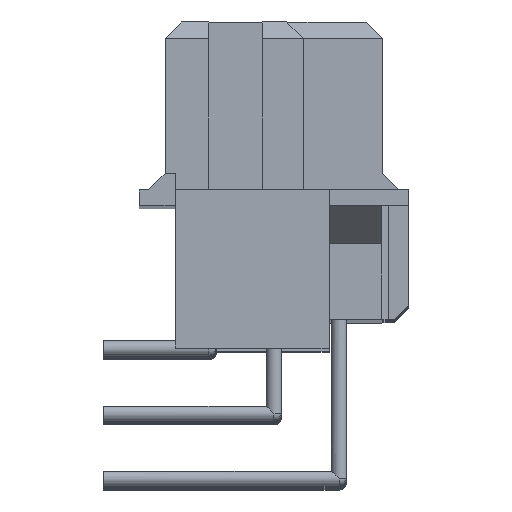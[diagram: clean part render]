
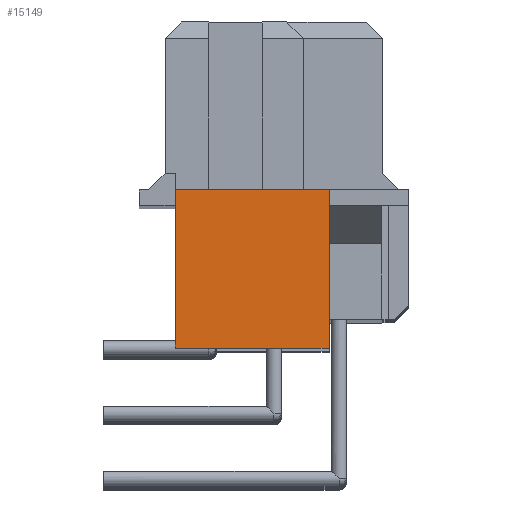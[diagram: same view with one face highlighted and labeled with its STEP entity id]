
A CAD part, top view. The second image highlights one B-rep face of the part: STEP entity #15149.
In plain terms, the highlighted planar face has unit normal (0, 0, 1).
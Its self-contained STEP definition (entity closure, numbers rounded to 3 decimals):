
#986=FACE_OUTER_BOUND('',#1944,.T.);
#1944=EDGE_LOOP('',(#9732,#9733,#9734,#9735));
#3104=LINE('',#22075,#4710);
#3105=LINE('',#22077,#4711);
#3106=LINE('',#22079,#4712);
#3107=LINE('',#22080,#4713);
#4710=VECTOR('',#17577,1.);
#4711=VECTOR('',#17578,1.);
#4712=VECTOR('',#17579,1.);
#4713=VECTOR('',#17580,1.);
#6316=VERTEX_POINT('',#22073);
#6317=VERTEX_POINT('',#22074);
#6318=VERTEX_POINT('',#22076);
#6319=VERTEX_POINT('',#22078);
#7642=EDGE_CURVE('',#6316,#6317,#3104,.T.);
#7643=EDGE_CURVE('',#6318,#6316,#3105,.T.);
#7644=EDGE_CURVE('',#6318,#6319,#3106,.T.);
#7645=EDGE_CURVE('',#6319,#6317,#3107,.T.);
#9732=ORIENTED_EDGE('',*,*,#7642,.F.);
#9733=ORIENTED_EDGE('',*,*,#7643,.F.);
#9734=ORIENTED_EDGE('',*,*,#7644,.T.);
#9735=ORIENTED_EDGE('',*,*,#7645,.T.);
#13906=PLANE('',#16121);
#15149=ADVANCED_FACE('',(#986),#13906,.T.);
#16121=AXIS2_PLACEMENT_3D('',#22072,#17575,#17576);
#17575=DIRECTION('center_axis',(0.,0.,1.));
#17576=DIRECTION('ref_axis',(1.,0.,0.));
#17577=DIRECTION('',(1.,0.,0.));
#17578=DIRECTION('',(0.,1.,0.));
#17579=DIRECTION('',(1.,0.,0.));
#17580=DIRECTION('',(0.,1.,0.));
#22072=CARTESIAN_POINT('Origin',(-19.554,-6.353,94.));
#22073=CARTESIAN_POINT('',(-17.529,-0.073,94.));
#22074=CARTESIAN_POINT('',(-11.529,-0.073,94.));
#22075=CARTESIAN_POINT('',(-18.929,-0.073,94.));
#22076=CARTESIAN_POINT('',(-17.529,-6.253,94.));
#22077=CARTESIAN_POINT('',(-17.529,-6.253,94.));
#22078=CARTESIAN_POINT('',(-11.529,-6.253,94.));
#22079=CARTESIAN_POINT('',(-17.529,-6.253,94.));
#22080=CARTESIAN_POINT('',(-11.529,-6.253,94.));
